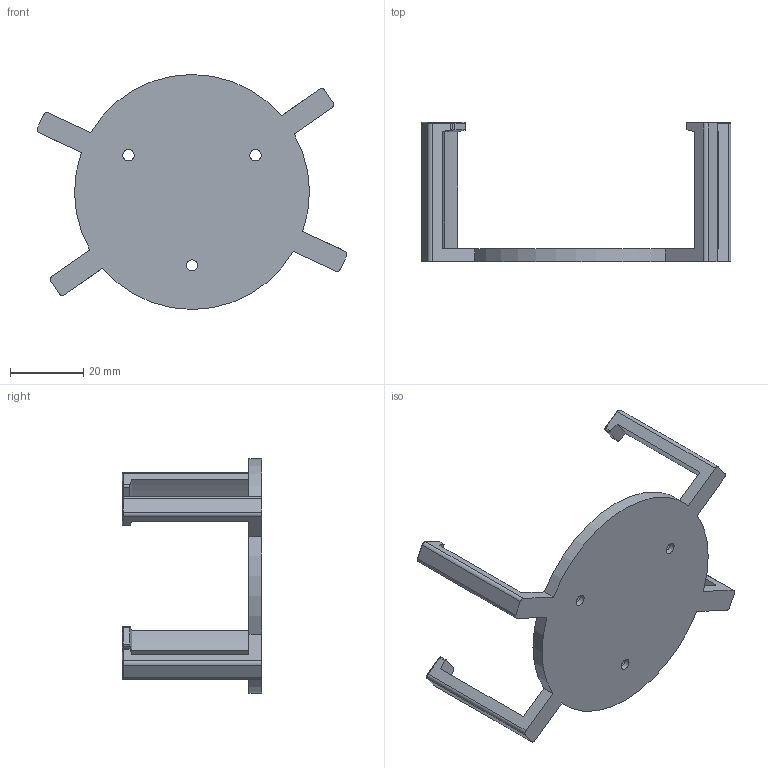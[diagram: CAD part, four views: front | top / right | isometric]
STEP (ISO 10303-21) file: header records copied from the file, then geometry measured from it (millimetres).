
FILE_DESCRIPTION(/* description */ (''),/* implementation_level */ '2;1');
FILE_NAME(/* name */ 'EchoDotBracket v11.step',/* time_stamp */ '2018-10-25T12:40:32-05:00',/* author */ (''),/* organization */ (''),/* preprocessor_version */ 'ST-DEVELOPER v17.2',/* originating_system */ 'Autodesk Translation Framework v7.6.0.251',/* authorisation */ '');
FILE_SCHEMA (('AUTOMOTIVE_DESIGN { 1 0 10303 214 3 1 1 }'));
Length unit declared in the file: millimetre
Products named in the file (1): EchoDotBracket
Bounding box: 84.34 x 38 x 64 mm (x, y, z)
Volume: 15576.8 mm3; surface area: 11072.8 mm2
Topology: 1 solids, 1 shells, 99 faces, 246 edges, 152 vertices
Faces by surface type: cylinder 46, plane 33, bspline 8, torus 8, cone 4
Full cylindrical faces by diameter (mm): 3.01 x1, 3.1 x2, 5.5 x3
Entity records: 3073 total; most frequent: CARTESIAN_POINT 686, DIRECTION 514, ORIENTED_EDGE 492, EDGE_CURVE 246, AXIS2_PLACEMENT_3D 200, VERTEX_POINT 152, LINE 114, VECTOR 114
